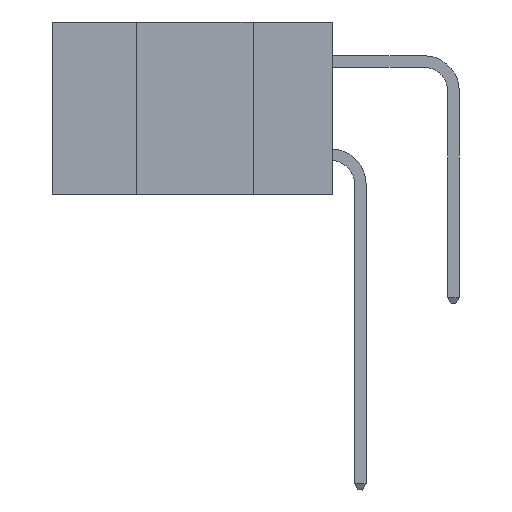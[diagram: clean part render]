
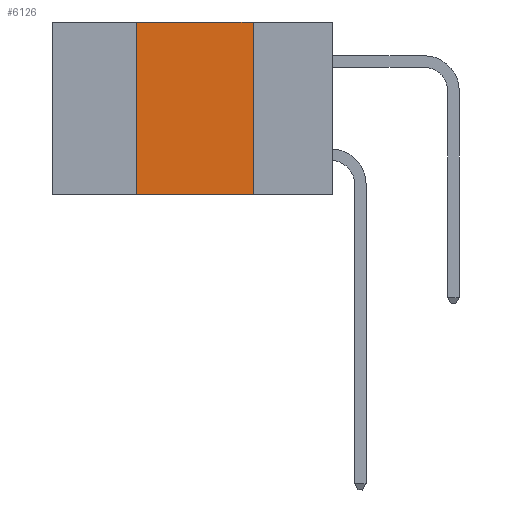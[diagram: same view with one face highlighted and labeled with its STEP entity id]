
A CAD part, left-side view. The second image highlights one B-rep face of the part: STEP entity #6126.
In plain terms, the highlighted planar face has unit normal (-1, 0, 0).
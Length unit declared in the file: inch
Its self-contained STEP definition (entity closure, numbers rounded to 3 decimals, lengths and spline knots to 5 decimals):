
#1729 = VECTOR ( 'NONE', #6329, 39.37008 ) ;
#1929 = EDGE_CURVE ( 'NONE', #11427, #14519, #14234, .T. ) ;
#2340 = LINE ( 'NONE', #17046, #8204 ) ;
#2466 = CARTESIAN_POINT ( 'NONE',  ( 0., 0.17, -0.37 ) ) ;
#2696 = ORIENTED_EDGE ( 'NONE', *, *, #16119, .F. ) ;
#3489 = ORIENTED_EDGE ( 'NONE', *, *, #5877, .F. ) ;
#3495 = DIRECTION ( 'NONE',  ( 0., -1., 0. ) ) ;
#3947 = ORIENTED_EDGE ( 'NONE', *, *, #1929, .T. ) ;
#4126 = DIRECTION ( 'NONE',  ( 0., 0., -1. ) ) ;
#4604 = DIRECTION ( 'NONE',  ( 0., -1., 0. ) ) ;
#5518 = LINE ( 'NONE', #14937, #10849 ) ;
#5842 = FACE_OUTER_BOUND ( 'NONE', #12055, .T. ) ;
#5877 = EDGE_CURVE ( 'NONE', #11427, #7884, #10493, .T. ) ;
#6126 = ADVANCED_FACE ( 'NONE', ( #5842 ), #10047, .F. ) ;
#6329 = DIRECTION ( 'NONE',  ( 0., 0., 1. ) ) ;
#6598 = AXIS2_PLACEMENT_3D ( 'NONE', #16841, #15234, #7158 ) ;
#6759 = EDGE_CURVE ( 'NONE', #14182, #14519, #5518, .T. ) ;
#7057 = ORIENTED_EDGE ( 'NONE', *, *, #6759, .F. ) ;
#7158 = DIRECTION ( 'NONE',  ( 0., 0., -1. ) ) ;
#7884 = VERTEX_POINT ( 'NONE', #10184 ) ;
#8204 = VECTOR ( 'NONE', #3495, 39.37008 ) ;
#8304 = CARTESIAN_POINT ( 'NONE',  ( 0., 0.42, -0.37 ) ) ;
#9583 = VECTOR ( 'NONE', #4604, 39.37008 ) ;
#10047 = PLANE ( 'NONE',  #6598 ) ;
#10184 = CARTESIAN_POINT ( 'NONE',  ( 0., 0.42, 0. ) ) ;
#10493 = LINE ( 'NONE', #17140, #1729 ) ;
#10849 = VECTOR ( 'NONE', #4126, 39.37008 ) ;
#11427 = VERTEX_POINT ( 'NONE', #8304 ) ;
#12055 = EDGE_LOOP ( 'NONE', ( #7057, #2696, #3489, #3947 ) ) ;
#12673 = CARTESIAN_POINT ( 'NONE',  ( 0., 0.17, 0. ) ) ;
#14182 = VERTEX_POINT ( 'NONE', #12673 ) ;
#14234 = LINE ( 'NONE', #16920, #9583 ) ;
#14519 = VERTEX_POINT ( 'NONE', #2466 ) ;
#14937 = CARTESIAN_POINT ( 'NONE',  ( 0., 0.17, -0.37 ) ) ;
#15234 = DIRECTION ( 'NONE',  ( 1., 0., 0. ) ) ;
#16119 = EDGE_CURVE ( 'NONE', #7884, #14182, #2340, .T. ) ;
#16841 = CARTESIAN_POINT ( 'NONE',  ( 0., 0.6, 0. ) ) ;
#16920 = CARTESIAN_POINT ( 'NONE',  ( 0., 0.6, -0.37 ) ) ;
#17046 = CARTESIAN_POINT ( 'NONE',  ( 0., 0.6, 0. ) ) ;
#17140 = CARTESIAN_POINT ( 'NONE',  ( 0., 0.42, -0.37 ) ) ;
